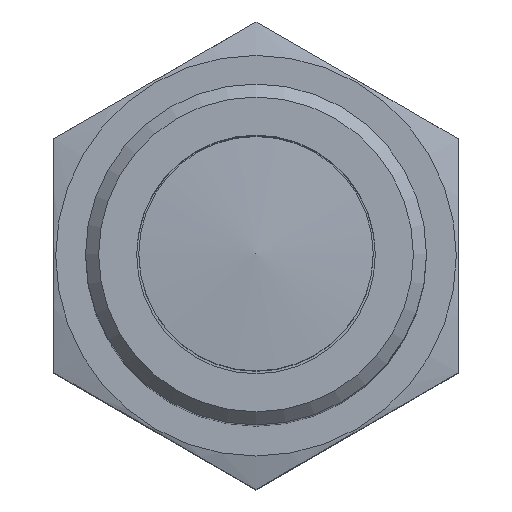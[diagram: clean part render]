
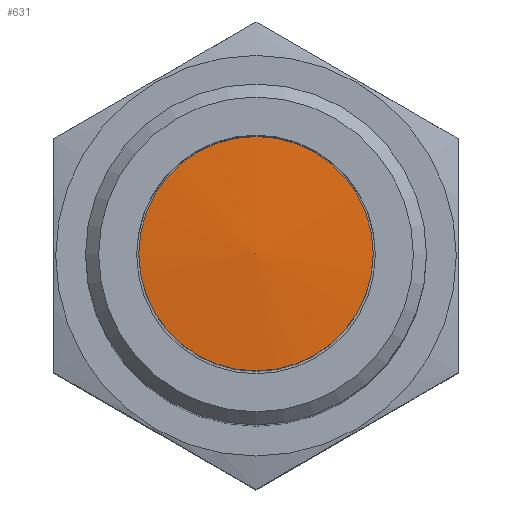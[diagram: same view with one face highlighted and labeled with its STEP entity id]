
A CAD part, top view. The second image highlights one B-rep face of the part: STEP entity #631.
In plain terms, the highlighted spherical face has radius 44 mm.
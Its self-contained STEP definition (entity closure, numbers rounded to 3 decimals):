
#46=SPHERICAL_SURFACE('',#687,44.);
#135=ORIENTED_EDGE('',*,*,#235,.F.);
#235=EDGE_CURVE('',#290,#290,#327,.T.);
#290=VERTEX_POINT('',#907);
#327=CIRCLE('',#688,5.5);
#357=EDGE_LOOP('',(#135));
#411=FACE_BOUND('',#357,.T.);
#631=ADVANCED_FACE('',(#411),#46,.T.);
#687=AXIS2_PLACEMENT_3D('',#905,#773,#774);
#688=AXIS2_PLACEMENT_3D('',#906,#775,#776);
#773=DIRECTION('',(0.,0.,-1.));
#774=DIRECTION('',(0.,1.,0.));
#775=DIRECTION('',(0.,0.,-1.));
#776=DIRECTION('',(-1.,0.,0.));
#905=CARTESIAN_POINT('',(0.,0.,-24.));
#906=CARTESIAN_POINT('',(0.,0.,19.655));
#907=CARTESIAN_POINT('',(-5.5,0.,19.655));
